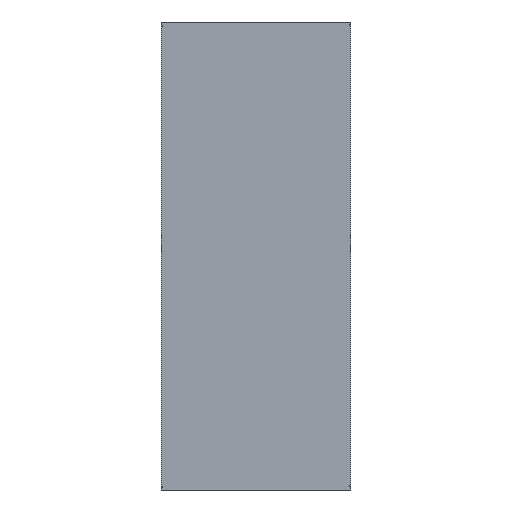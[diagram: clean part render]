
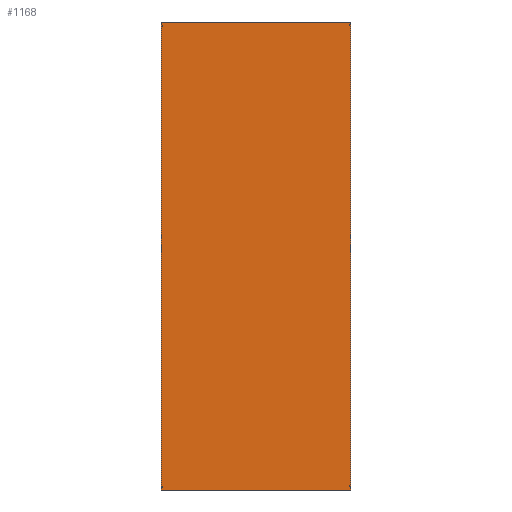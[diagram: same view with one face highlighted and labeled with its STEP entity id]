
A CAD part, left-side view. The second image highlights one B-rep face of the part: STEP entity #1168.
In plain terms, the highlighted planar face has unit normal (-1, 0, 0).
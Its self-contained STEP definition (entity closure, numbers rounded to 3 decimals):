
#9 = VERTEX_POINT ( 'NONE', #739 ) ;
#27 = ORIENTED_EDGE ( 'NONE', *, *, #1200, .T. ) ;
#110 = DIRECTION ( 'NONE',  ( 0., 0., 1. ) ) ;
#188 = CARTESIAN_POINT ( 'NONE',  ( 0., -74.921, -184.743 ) ) ;
#280 = LINE ( 'NONE', #752, #1451 ) ;
#301 = CARTESIAN_POINT ( 'NONE',  ( 0., 85., 184.743 ) ) ;
#317 = VECTOR ( 'NONE', #774, 1000. ) ;
#324 = CARTESIAN_POINT ( 'NONE',  ( 0., 74.921, 184.743 ) ) ;
#352 = EDGE_LOOP ( 'NONE', ( #584, #1434, #993, #27 ) ) ;
#416 = DIRECTION ( 'NONE',  ( 1., 0., 0. ) ) ;
#511 = EDGE_CURVE ( 'NONE', #1395, #1257, #1032, .T. ) ;
#539 = FACE_OUTER_BOUND ( 'NONE', #352, .T. ) ;
#555 = CARTESIAN_POINT ( 'NONE',  ( 0., -74.921, -184.743 ) ) ;
#584 = ORIENTED_EDGE ( 'NONE', *, *, #1195, .F. ) ;
#659 = DIRECTION ( 'NONE',  ( 0., 0., 1. ) ) ;
#739 = CARTESIAN_POINT ( 'NONE',  ( 0., -74.921, 184.743 ) ) ;
#752 = CARTESIAN_POINT ( 'NONE',  ( 0., 85., -184.743 ) ) ;
#774 = DIRECTION ( 'NONE',  ( 0., -1., 0. ) ) ;
#807 = VERTEX_POINT ( 'NONE', #555 ) ;
#882 = DIRECTION ( 'NONE',  ( 0., 0., -1. ) ) ;
#984 = VECTOR ( 'NONE', #659, 1000. ) ;
#993 = ORIENTED_EDGE ( 'NONE', *, *, #1358, .T. ) ;
#1004 = PLANE ( 'NONE',  #1178 ) ;
#1009 = VECTOR ( 'NONE', #110, 1000. ) ;
#1032 = LINE ( 'NONE', #1157, #1009 ) ;
#1157 = CARTESIAN_POINT ( 'NONE',  ( 0., 74.921, -184.743 ) ) ;
#1168 = ADVANCED_FACE ( 'NONE', ( #539 ), #1004, .F. ) ;
#1178 = AXIS2_PLACEMENT_3D ( 'NONE', #1471, #416, #882 ) ;
#1195 = EDGE_CURVE ( 'NONE', #1257, #9, #1362, .T. ) ;
#1200 = EDGE_CURVE ( 'NONE', #807, #9, #1242, .T. ) ;
#1214 = DIRECTION ( 'NONE',  ( 0., -1., 0. ) ) ;
#1242 = LINE ( 'NONE', #188, #984 ) ;
#1257 = VERTEX_POINT ( 'NONE', #324 ) ;
#1358 = EDGE_CURVE ( 'NONE', #1395, #807, #280, .T. ) ;
#1362 = LINE ( 'NONE', #301, #317 ) ;
#1395 = VERTEX_POINT ( 'NONE', #1454 ) ;
#1434 = ORIENTED_EDGE ( 'NONE', *, *, #511, .F. ) ;
#1451 = VECTOR ( 'NONE', #1214, 1000. ) ;
#1454 = CARTESIAN_POINT ( 'NONE',  ( 0., 74.921, -184.743 ) ) ;
#1471 = CARTESIAN_POINT ( 'NONE',  ( 0., 85., -184.743 ) ) ;
